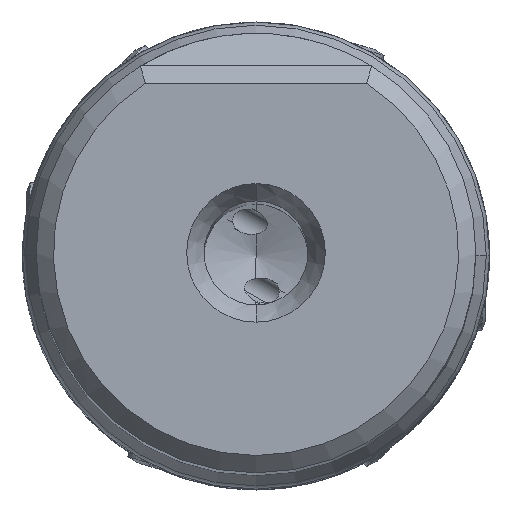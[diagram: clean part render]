
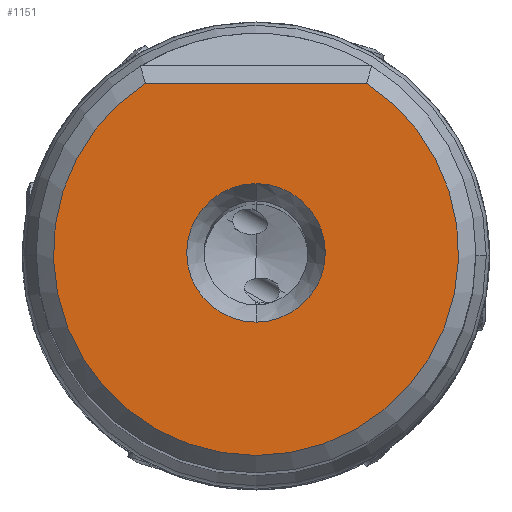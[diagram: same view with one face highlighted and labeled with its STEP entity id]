
A CAD part, top view. The second image highlights one B-rep face of the part: STEP entity #1151.
In plain terms, the highlighted planar face has unit normal (0, 0, 1).
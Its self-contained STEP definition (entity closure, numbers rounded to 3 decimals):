
#316=PLANE('',#12101);
#1151=ADVANCED_FACE('',(#2190,#2191),#316,.T.);
#2190=FACE_BOUND('',#2348,.T.);
#2191=FACE_BOUND('',#2349,.T.);
#2348=EDGE_LOOP('',(#5220,#5221,#5222));
#2349=EDGE_LOOP('',(#5223,#5224));
#3068=LINE('',#18926,#3655);
#3655=VECTOR('',#13793,1.);
#5220=ORIENTED_EDGE('',*,*,#9713,.F.);
#5221=ORIENTED_EDGE('',*,*,#9714,.F.);
#5222=ORIENTED_EDGE('',*,*,#9712,.F.);
#5223=ORIENTED_EDGE('',*,*,#9715,.F.);
#5224=ORIENTED_EDGE('',*,*,#9716,.F.);
#8466=VERTEX_POINT('',#18918);
#8467=VERTEX_POINT('',#18925);
#8468=VERTEX_POINT('',#18929);
#8469=VERTEX_POINT('',#18932);
#8470=VERTEX_POINT('',#18933);
#9712=EDGE_CURVE('',#8467,#8466,#3068,.T.);
#9713=EDGE_CURVE('',#8468,#8467,#11205,.T.);
#9714=EDGE_CURVE('',#8466,#8468,#11206,.T.);
#9715=EDGE_CURVE('',#8469,#8470,#11207,.T.);
#9716=EDGE_CURVE('',#8470,#8469,#11208,.T.);
#11205=CIRCLE('',#12097,11.7);
#11206=CIRCLE('',#12098,11.7);
#11207=CIRCLE('',#12099,4.);
#11208=CIRCLE('',#12100,4.);
#12097=AXIS2_PLACEMENT_3D('',#18928,#13796,#13797);
#12098=AXIS2_PLACEMENT_3D('',#18930,#13798,#13799);
#12099=AXIS2_PLACEMENT_3D('',#18931,#13800,#13801);
#12100=AXIS2_PLACEMENT_3D('',#18934,#13802,#13803);
#12101=AXIS2_PLACEMENT_3D('',#18935,#13804,#13805);
#13793=DIRECTION('',(1.,0.,0.));
#13796=DIRECTION('',(0.,0.,-1.));
#13797=DIRECTION('',(0.,-1.,0.));
#13798=DIRECTION('',(0.,0.,-1.));
#13799=DIRECTION('',(0.546,0.838,0.));
#13800=DIRECTION('',(0.,0.,1.));
#13801=DIRECTION('',(0.,1.,0.));
#13802=DIRECTION('',(0.,0.,1.));
#13803=DIRECTION('',(0.,-1.,0.));
#13804=DIRECTION('',(0.,0.,1.));
#13805=DIRECTION('',(-1.,0.,0.));
#18918=CARTESIAN_POINT('',(6.391,9.8,0.));
#18925=CARTESIAN_POINT('',(-6.391,9.8,0.));
#18926=CARTESIAN_POINT('',(-6.391,9.8,0.));
#18928=CARTESIAN_POINT('',(0.,0.,0.));
#18929=CARTESIAN_POINT('',(0.,-11.7,0.));
#18930=CARTESIAN_POINT('',(0.,0.,0.));
#18931=CARTESIAN_POINT('',(0.,0.,0.));
#18932=CARTESIAN_POINT('',(0.,4.,0.));
#18933=CARTESIAN_POINT('',(0.,-4.,0.));
#18934=CARTESIAN_POINT('',(0.,0.,0.));
#18935=CARTESIAN_POINT('',(0.,-0.95,0.));
